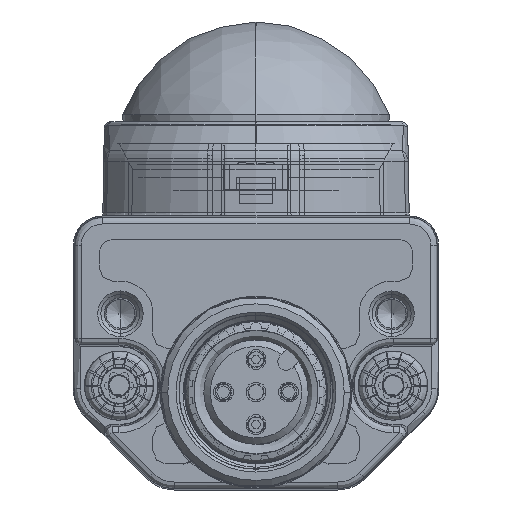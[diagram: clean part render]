
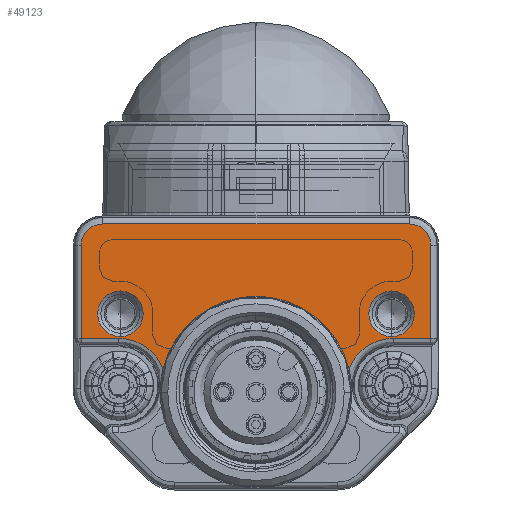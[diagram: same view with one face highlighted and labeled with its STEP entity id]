
A CAD part, left-side view. The second image highlights one B-rep face of the part: STEP entity #49123.
In plain terms, the highlighted face is planar.
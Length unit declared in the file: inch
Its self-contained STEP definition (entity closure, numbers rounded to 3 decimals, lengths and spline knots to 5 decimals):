
#44082=CARTESIAN_POINT('',(13.,13.5,10.3923));
#44083=DIRECTION('',(-1.,0.,0.));
#44084=DIRECTION('',(0.,1.,0.));
#44085=AXIS2_PLACEMENT_3D('',#44082,#44083,#44084);
#44087=CARTESIAN_POINT('',(13.,13.5,10.3923));
#44088=DIRECTION('',(-1.,0.,0.));
#44089=DIRECTION('',(0.,-1.,0.));
#44090=AXIS2_PLACEMENT_3D('',#44087,#44088,#44089);
#44092=CARTESIAN_POINT('',(13.,13.5,-10.3923));
#44093=DIRECTION('',(-1.,0.,0.));
#44094=DIRECTION('',(0.,-1.,0.));
#44095=AXIS2_PLACEMENT_3D('',#44092,#44093,#44094);
#44097=CARTESIAN_POINT('',(13.,13.5,-10.3923));
#44098=DIRECTION('',(-1.,0.,0.));
#44099=DIRECTION('',(0.,1.,0.));
#44100=AXIS2_PLACEMENT_3D('',#44097,#44098,#44099);
#44102=CARTESIAN_POINT('',(13.,8.,-10.5));
#44103=DIRECTION('',(-1.,0.,0.));
#44104=DIRECTION('',(0.,0.359,0.933));
#44105=AXIS2_PLACEMENT_3D('',#44102,#44103,#44104);
#44107=CARTESIAN_POINT('',(13.,7.5,0.));
#44108=DIRECTION('',(1.,0.,0.));
#44109=DIRECTION('',(0.,0.244,-0.97));
#44110=AXIS2_PLACEMENT_3D('',#44107,#44108,#44109);
#44112=CARTESIAN_POINT('',(13.,8.,10.5));
#44113=DIRECTION('',(-1.,0.,0.));
#44114=DIRECTION('',(0.,1.,0.));
#44115=AXIS2_PLACEMENT_3D('',#44112,#44113,#44114);
#44117=DIRECTION('',(0.,0.,-1.));
#44118=VECTOR('',#44117,2.8909);
#44119=CARTESIAN_POINT('',(13.,11.61353,13.3909));
#44120=LINE('',#44119,#44118);
#44121=DIRECTION('',(0.,-1.,0.));
#44122=VECTOR('',#44121,7.13647);
#44123=CARTESIAN_POINT('',(13.,18.75,13.3909));
#44124=LINE('',#44123,#44122);
#44125=CARTESIAN_POINT('',(13.,18.75,11.75));
#44126=DIRECTION('',(1.,0.,0.));
#44127=DIRECTION('',(0.,1.,0.));
#44128=AXIS2_PLACEMENT_3D('',#44125,#44126,#44127);
#44130=DIRECTION('',(0.,0.,1.));
#44131=VECTOR('',#44130,23.5);
#44132=CARTESIAN_POINT('',(13.,20.3909,-11.75));
#44133=LINE('',#44132,#44131);
#44134=CARTESIAN_POINT('',(13.,18.75,-11.75));
#44135=DIRECTION('',(1.,0.,0.));
#44136=DIRECTION('',(0.,0.,-1.));
#44137=AXIS2_PLACEMENT_3D('',#44134,#44135,#44136);
#44139=DIRECTION('',(0.,1.,0.));
#44140=VECTOR('',#44139,7.13647);
#44141=CARTESIAN_POINT('',(13.,11.61353,-13.3909));
#44142=LINE('',#44141,#44140);
#44143=DIRECTION('',(0.,0.,-1.));
#44144=VECTOR('',#44143,2.8909);
#44145=CARTESIAN_POINT('',(13.,11.61353,-10.5));
#44146=LINE('',#44145,#44144);
#44323=CARTESIAN_POINT('',(13.,9.29654,-7.1271));
#44391=CARTESIAN_POINT('',(13.,9.29654,7.12711));
#48401=VERTEX_POINT('',#44323);
#48402=VERTEX_POINT('',#44391);
#48467=CARTESIAN_POINT('',(13.,20.3909,11.75));
#48468=CARTESIAN_POINT('',(13.,18.75,13.3909));
#48469=VERTEX_POINT('',#48467);
#48470=VERTEX_POINT('',#48468);
#48475=CARTESIAN_POINT('',(13.,20.3909,-11.75));
#48476=VERTEX_POINT('',#48475);
#48479=CARTESIAN_POINT('',(13.,18.75,-13.3909));
#48480=VERTEX_POINT('',#48479);
#48507=CARTESIAN_POINT('',(13.,15.25,10.3923));
#48508=CARTESIAN_POINT('',(13.,11.75,10.3923));
#48509=VERTEX_POINT('',#48507);
#48510=VERTEX_POINT('',#48508);
#48511=CARTESIAN_POINT('',(13.,11.75,-10.3923));
#48512=CARTESIAN_POINT('',(13.,15.25,-10.3923));
#48513=VERTEX_POINT('',#48511);
#48514=VERTEX_POINT('',#48512);
#48515=CARTESIAN_POINT('',(13.,11.61353,-10.5));
#48516=VERTEX_POINT('',#48515);
#48517=CARTESIAN_POINT('',(13.,11.61353,-13.3909));
#48518=VERTEX_POINT('',#48517);
#48553=CARTESIAN_POINT('',(13.,11.61353,10.5));
#48554=VERTEX_POINT('',#48553);
#48555=CARTESIAN_POINT('',(13.,11.61353,13.3909));
#48556=VERTEX_POINT('',#48555);
#49084=CARTESIAN_POINT('',(13.,0.,0.));
#49085=DIRECTION('',(1.,0.,0.));
#49086=DIRECTION('',(0.,0.,-1.));
#49087=AXIS2_PLACEMENT_3D('',#49084,#49085,#49086);
#49088=PLANE('',#49087);
#49090=ORIENTED_EDGE('',*,*,#49089,.F.);
#49092=ORIENTED_EDGE('',*,*,#49091,.T.);
#49094=ORIENTED_EDGE('',*,*,#49093,.F.);
#49096=ORIENTED_EDGE('',*,*,#49095,.F.);
#49098=ORIENTED_EDGE('',*,*,#49097,.F.);
#49100=ORIENTED_EDGE('',*,*,#49099,.F.);
#49102=ORIENTED_EDGE('',*,*,#49101,.F.);
#49104=ORIENTED_EDGE('',*,*,#49103,.F.);
#49106=ORIENTED_EDGE('',*,*,#49105,.F.);
#49108=ORIENTED_EDGE('',*,*,#49107,.F.);
#49109=EDGE_LOOP('',(#49090,#49092,#49094,#49096,#49098,#49100,#49102,#49104,
#49106,#49108));
#49110=FACE_OUTER_BOUND('',#49109,.F.);
#49112=ORIENTED_EDGE('',*,*,#49111,.F.);
#49114=ORIENTED_EDGE('',*,*,#49113,.F.);
#49115=EDGE_LOOP('',(#49112,#49114));
#49116=FACE_BOUND('',#49115,.F.);
#49118=ORIENTED_EDGE('',*,*,#49117,.F.);
#49120=ORIENTED_EDGE('',*,*,#49119,.F.);
#49121=EDGE_LOOP('',(#49118,#49120));
#49122=FACE_BOUND('',#49121,.F.);
#49123=ADVANCED_FACE('',(#49110,#49116,#49122),#49088,.T.);
#44086=CIRCLE('',#44085,1.75);
#44091=CIRCLE('',#44090,1.75);
#44096=CIRCLE('',#44095,1.75);
#44101=CIRCLE('',#44100,1.75);
#44106=CIRCLE('',#44105,3.61353);
#44111=CIRCLE('',#44110,7.35);
#44116=CIRCLE('',#44115,3.61353);
#44129=CIRCLE('',#44128,1.6409);
#44138=CIRCLE('',#44137,1.6409);
#49089=EDGE_CURVE('',#48401,#48516,#44106,.T.);
#49091=EDGE_CURVE('',#48401,#48402,#44111,.T.);
#49093=EDGE_CURVE('',#48554,#48402,#44116,.T.);
#49095=EDGE_CURVE('',#48556,#48554,#44120,.T.);
#49097=EDGE_CURVE('',#48470,#48556,#44124,.T.);
#49099=EDGE_CURVE('',#48469,#48470,#44129,.T.);
#49101=EDGE_CURVE('',#48476,#48469,#44133,.T.);
#49103=EDGE_CURVE('',#48480,#48476,#44138,.T.);
#49105=EDGE_CURVE('',#48518,#48480,#44142,.T.);
#49107=EDGE_CURVE('',#48516,#48518,#44146,.T.);
#49111=EDGE_CURVE('',#48509,#48510,#44086,.T.);
#49113=EDGE_CURVE('',#48510,#48509,#44091,.T.);
#49117=EDGE_CURVE('',#48513,#48514,#44096,.T.);
#49119=EDGE_CURVE('',#48514,#48513,#44101,.T.);
